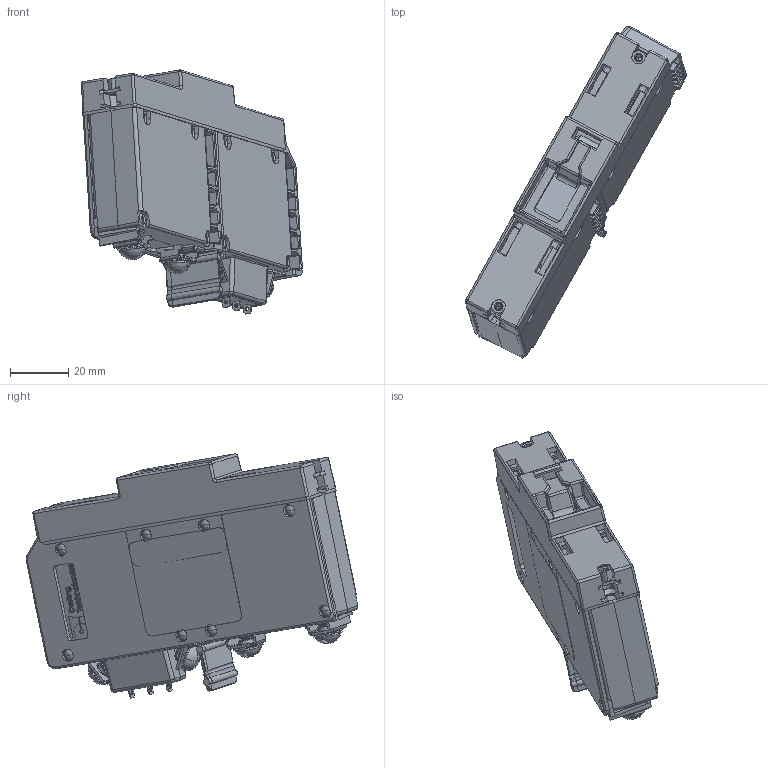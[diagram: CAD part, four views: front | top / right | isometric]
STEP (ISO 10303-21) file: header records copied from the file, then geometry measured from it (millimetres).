
FILE_DESCRIPTION((''),'2;1');
FILE_NAME('TB2-B3-26-450-Y3C-C3_SW0001','2017-02-01T',('patrickmoody'),(''),'CREO PARAMETRIC BY PTC INC, 2015480','CREO PARAMETRIC BY PTC INC, 2015480','');
FILE_SCHEMA(('AUTOMOTIVE_DESIGN { 1 0 10303 214 1 1 1 1 }'));
Products named in the file (1): TB2-B3-26-450-Y3C-C3_SW0001
Bounding box: 75.96 x 114.17 x 84.01 mm (x, y, z)
Volume: 109239.7 mm3; surface area: 55309.2 mm2
Topology: 2 solids, 6 shells, 4628 faces, 13177 edges, 8577 vertices
Faces by surface type: plane 2973, cylinder 812, extrusion 318, bspline 219, cone 176, torus 66, sphere 64
Entity records: 182386 total; most frequent: CARTESIAN_POINT 50172, ORIENTED_EDGE 26286, DIRECTION 21545, EDGE_CURVE 13143, VECTOR 9933, LINE 9615, VERTEX_POINT 8577, AXIS2_PLACEMENT_3D 5806
